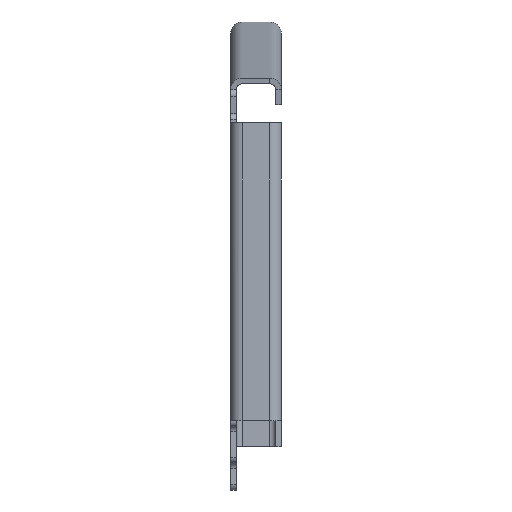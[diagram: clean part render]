
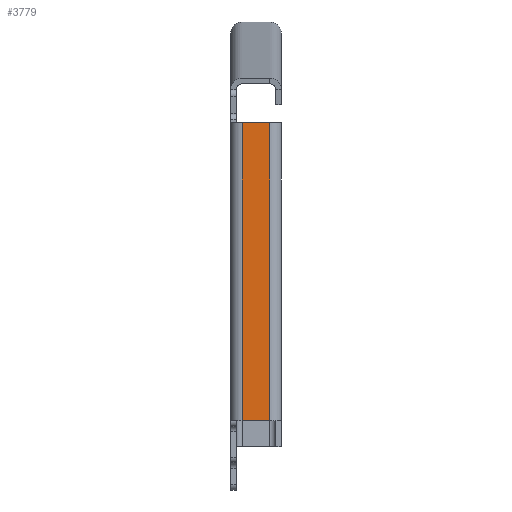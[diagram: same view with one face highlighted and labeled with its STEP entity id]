
A CAD part, left-side view. The second image highlights one B-rep face of the part: STEP entity #3779.
In plain terms, the highlighted planar face has unit normal (-1, 0, 0).
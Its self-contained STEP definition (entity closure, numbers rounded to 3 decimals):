
#106=PLANE('',#4004);
#281=FACE_OUTER_BOUND('',#480,.T.);
#480=EDGE_LOOP('',(#2746,#2747,#2748,#2749));
#788=LINE('',#5285,#1275);
#808=LINE('',#5331,#1295);
#811=LINE('',#5337,#1298);
#812=LINE('',#5338,#1299);
#1275=VECTOR('',#4301,10.);
#1295=VECTOR('',#4349,10.);
#1298=VECTOR('',#4354,10.);
#1299=VECTOR('',#4355,10.);
#1755=VERTEX_POINT('',#5282);
#1756=VERTEX_POINT('',#5284);
#1768=VERTEX_POINT('',#5330);
#1770=VERTEX_POINT('',#5336);
#2121=EDGE_CURVE('',#1756,#1755,#788,.T.);
#2144=EDGE_CURVE('',#1768,#1756,#808,.T.);
#2147=EDGE_CURVE('',#1755,#1770,#811,.T.);
#2148=EDGE_CURVE('',#1770,#1768,#812,.T.);
#2746=ORIENTED_EDGE('',*,*,#2121,.T.);
#2747=ORIENTED_EDGE('',*,*,#2147,.T.);
#2748=ORIENTED_EDGE('',*,*,#2148,.T.);
#2749=ORIENTED_EDGE('',*,*,#2144,.T.);
#3779=ADVANCED_FACE('',(#281),#106,.T.);
#4004=AXIS2_PLACEMENT_3D('',#5335,#4352,#4353);
#4301=DIRECTION('',(0.,0.,1.));
#4349=DIRECTION('',(0.,-1.,0.));
#4352=DIRECTION('center_axis',(-1.,0.,0.));
#4353=DIRECTION('ref_axis',(0.,1.,0.));
#4354=DIRECTION('',(0.,1.,0.));
#4355=DIRECTION('',(0.,0.,-1.));
#5282=CARTESIAN_POINT('',(-132.481,-8.607,66.876));
#5284=CARTESIAN_POINT('',(-132.481,-8.607,-9.955));
#5285=CARTESIAN_POINT('',(-132.481,-8.607,47.668));
#5330=CARTESIAN_POINT('',(-132.481,-1.5,-9.955));
#5331=CARTESIAN_POINT('',(-132.481,1.893,-9.955));
#5335=CARTESIAN_POINT('Origin',(-132.481,-4.107,28.461));
#5336=CARTESIAN_POINT('',(-132.481,-1.5,66.876));
#5337=CARTESIAN_POINT('',(-132.481,-10.107,66.876));
#5338=CARTESIAN_POINT('',(-132.481,-1.5,14.23));
